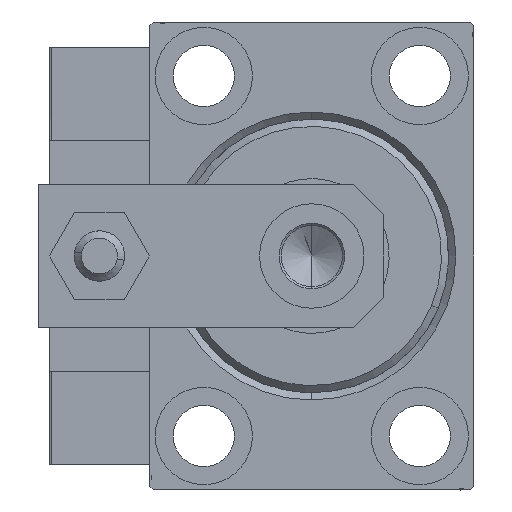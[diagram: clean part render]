
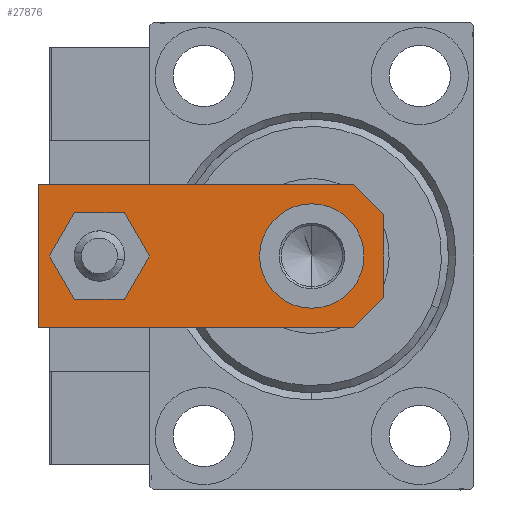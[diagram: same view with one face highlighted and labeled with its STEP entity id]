
A CAD part, left-side view. The second image highlights one B-rep face of the part: STEP entity #27876.
In plain terms, the highlighted face is planar.
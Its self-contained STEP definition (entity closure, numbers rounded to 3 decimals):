
#116 = CIRCLE ( 'NONE', #18043, 7.25 ) ;
#228 = DIRECTION ( 'NONE',  ( 0., 1., 0. ) ) ;
#1381 = AXIS2_PLACEMENT_3D ( 'NONE', #24768, #44347, #9484 ) ;
#1452 = ORIENTED_EDGE ( 'NONE', *, *, #35717, .F. ) ;
#2839 = EDGE_CURVE ( 'NONE', #44899, #12714, #26988, .T. ) ;
#3059 = AXIS2_PLACEMENT_3D ( 'NONE', #4362, #19880, #24219 ) ;
#4129 = CARTESIAN_POINT ( 'NONE',  ( -2.88, -2.88, 6. ) ) ;
#4362 = CARTESIAN_POINT ( 'NONE',  ( 0., 39.5, 6. ) ) ;
#4893 = ORIENTED_EDGE ( 'NONE', *, *, #22562, .T. ) ;
#5311 = FACE_OUTER_BOUND ( 'NONE', #9731, .T. ) ;
#5337 = ORIENTED_EDGE ( 'NONE', *, *, #11769, .F. ) ;
#6027 = LINE ( 'NONE', #21559, #43786 ) ;
#7356 = AXIS2_PLACEMENT_3D ( 'NONE', #29868, #21216, #29120 ) ;
#7606 = VERTEX_POINT ( 'NONE', #41641 ) ;
#7923 = VECTOR ( 'NONE', #34994, 1000. ) ;
#8230 = CARTESIAN_POINT ( 'NONE',  ( 10., 48., 6. ) ) ;
#9484 = DIRECTION ( 'NONE',  ( 1., 0., 0. ) ) ;
#9731 = EDGE_LOOP ( 'NONE', ( #21888, #15296, #29335, #11470, #45290, #4893 ) ) ;
#10369 = CIRCLE ( 'NONE', #3059, 4. ) ;
#11470 = ORIENTED_EDGE ( 'NONE', *, *, #46104, .T. ) ;
#11576 = DIRECTION ( 'NONE',  ( 0., -1., 0. ) ) ;
#11769 = EDGE_CURVE ( 'NONE', #21137, #47661, #32552, .T. ) ;
#12012 = VECTOR ( 'NONE', #11576, 1000. ) ;
#12714 = VERTEX_POINT ( 'NONE', #24549 ) ;
#13492 = VECTOR ( 'NONE', #228, 1000. ) ;
#15140 = FACE_BOUND ( 'NONE', #20881, .T. ) ;
#15199 = CARTESIAN_POINT ( 'NONE',  ( 0., 10., 6. ) ) ;
#15296 = ORIENTED_EDGE ( 'NONE', *, *, #37832, .T. ) ;
#15614 = VERTEX_POINT ( 'NONE', #33165 ) ;
#16731 = CARTESIAN_POINT ( 'NONE',  ( -4., 39.5, 6. ) ) ;
#17870 = VERTEX_POINT ( 'NONE', #27364 ) ;
#18043 = AXIS2_PLACEMENT_3D ( 'NONE', #15199, #19014, #34536 ) ;
#18662 = EDGE_CURVE ( 'NONE', #40285, #19507, #116, .T. ) ;
#18959 = CARTESIAN_POINT ( 'NONE',  ( 0., 0., 6. ) ) ;
#19014 = DIRECTION ( 'NONE',  ( 0., 0., 1. ) ) ;
#19209 = PLANE ( 'NONE',  #33004 ) ;
#19507 = VERTEX_POINT ( 'NONE', #47883 ) ;
#19880 = DIRECTION ( 'NONE',  ( 0., 0., 1. ) ) ;
#20881 = EDGE_LOOP ( 'NONE', ( #37582, #39454 ) ) ;
#21137 = VERTEX_POINT ( 'NONE', #16731 ) ;
#21216 = DIRECTION ( 'NONE',  ( 0., 0., 1. ) ) ;
#21559 = CARTESIAN_POINT ( 'NONE',  ( -10., 0., 6. ) ) ;
#21888 = ORIENTED_EDGE ( 'NONE', *, *, #43038, .T. ) ;
#22329 = CARTESIAN_POINT ( 'NONE',  ( -5.76, 0., 6. ) ) ;
#22562 = EDGE_CURVE ( 'NONE', #12714, #15614, #46142, .T. ) ;
#22774 = CARTESIAN_POINT ( 'NONE',  ( -10., 48., 6. ) ) ;
#24219 = DIRECTION ( 'NONE',  ( 1., 0., 0. ) ) ;
#24549 = CARTESIAN_POINT ( 'NONE',  ( 10., 48., 6. ) ) ;
#24632 = DIRECTION ( 'NONE',  ( 1., 0., 0. ) ) ;
#24768 = CARTESIAN_POINT ( 'NONE',  ( 0., 10., 6. ) ) ;
#24870 = VECTOR ( 'NONE', #49925, 1000. ) ;
#26580 = VERTEX_POINT ( 'NONE', #22329 ) ;
#26988 = LINE ( 'NONE', #38170, #13492 ) ;
#27364 = CARTESIAN_POINT ( 'NONE',  ( 5.76, 0., 6. ) ) ;
#27876 = ADVANCED_FACE ( 'NONE', ( #28499, #5311, #15140 ), #19209, .T. ) ;
#28499 = FACE_BOUND ( 'NONE', #49658, .T. ) ;
#28518 = CARTESIAN_POINT ( 'NONE',  ( 4., 39.5, 6. ) ) ;
#29120 = DIRECTION ( 'NONE',  ( 1., 0., 0. ) ) ;
#29335 = ORIENTED_EDGE ( 'NONE', *, *, #48187, .T. ) ;
#29868 = CARTESIAN_POINT ( 'NONE',  ( 0., 39.5, 6. ) ) ;
#30362 = VECTOR ( 'NONE', #30635, 1000. ) ;
#30635 = DIRECTION ( 'NONE',  ( -1., 0., 0. ) ) ;
#32552 = CIRCLE ( 'NONE', #7356, 4. ) ;
#33004 = AXIS2_PLACEMENT_3D ( 'NONE', #18959, #38300, #48566 ) ;
#33165 = CARTESIAN_POINT ( 'NONE',  ( -10., 48., 6. ) ) ;
#34536 = DIRECTION ( 'NONE',  ( 1., 0., 0. ) ) ;
#34622 = EDGE_CURVE ( 'NONE', #19507, #40285, #35510, .T. ) ;
#34994 = DIRECTION ( 'NONE',  ( 0.707, 0.707, 0. ) ) ;
#35510 = CIRCLE ( 'NONE', #1381, 7.25 ) ;
#35717 = EDGE_CURVE ( 'NONE', #47661, #21137, #10369, .T. ) ;
#37582 = ORIENTED_EDGE ( 'NONE', *, *, #18662, .F. ) ;
#37832 = EDGE_CURVE ( 'NONE', #7606, #26580, #38996, .T. ) ;
#38170 = CARTESIAN_POINT ( 'NONE',  ( 10., 0., 6. ) ) ;
#38300 = DIRECTION ( 'NONE',  ( 0., 0., 1. ) ) ;
#38542 = LINE ( 'NONE', #22774, #12012 ) ;
#38996 = LINE ( 'NONE', #4129, #24870 ) ;
#39454 = ORIENTED_EDGE ( 'NONE', *, *, #34622, .F. ) ;
#40285 = VERTEX_POINT ( 'NONE', #43985 ) ;
#41641 = CARTESIAN_POINT ( 'NONE',  ( -10., 4.24, 6. ) ) ;
#43038 = EDGE_CURVE ( 'NONE', #15614, #7606, #38542, .T. ) ;
#43786 = VECTOR ( 'NONE', #24632, 1000. ) ;
#43985 = CARTESIAN_POINT ( 'NONE',  ( -7.25, 10., 6. ) ) ;
#44347 = DIRECTION ( 'NONE',  ( 0., 0., 1. ) ) ;
#44899 = VERTEX_POINT ( 'NONE', #47446 ) ;
#45290 = ORIENTED_EDGE ( 'NONE', *, *, #2839, .T. ) ;
#45926 = CARTESIAN_POINT ( 'NONE',  ( 2.88, -2.88, 6. ) ) ;
#46104 = EDGE_CURVE ( 'NONE', #17870, #44899, #49995, .T. ) ;
#46142 = LINE ( 'NONE', #8230, #30362 ) ;
#47446 = CARTESIAN_POINT ( 'NONE',  ( 10., 4.24, 6. ) ) ;
#47661 = VERTEX_POINT ( 'NONE', #28518 ) ;
#47883 = CARTESIAN_POINT ( 'NONE',  ( 7.25, 10., 6. ) ) ;
#48187 = EDGE_CURVE ( 'NONE', #26580, #17870, #6027, .T. ) ;
#48566 = DIRECTION ( 'NONE',  ( 1., 0., 0. ) ) ;
#49658 = EDGE_LOOP ( 'NONE', ( #5337, #1452 ) ) ;
#49925 = DIRECTION ( 'NONE',  ( 0.707, -0.707, 0. ) ) ;
#49995 = LINE ( 'NONE', #45926, #7923 ) ;
